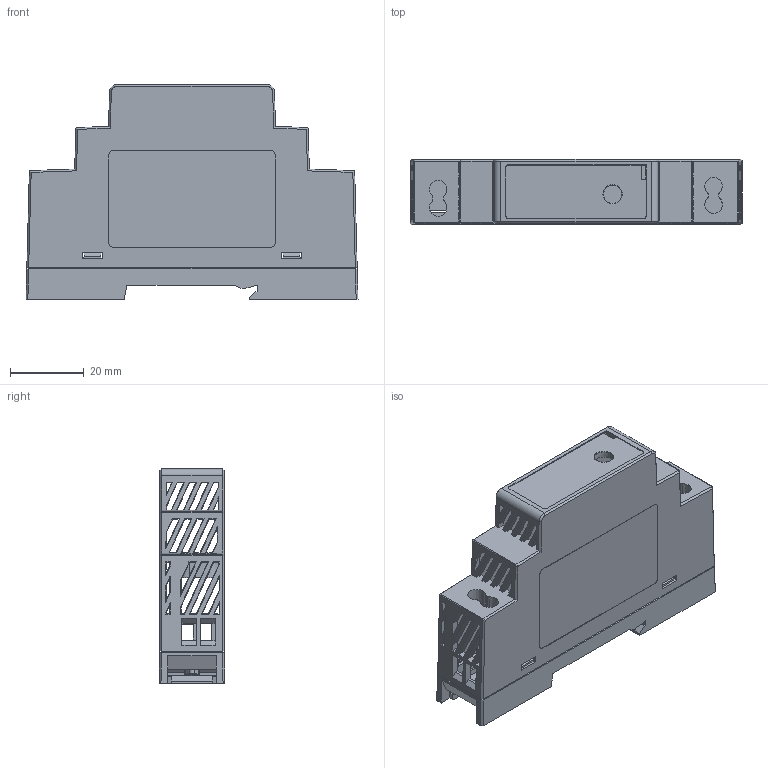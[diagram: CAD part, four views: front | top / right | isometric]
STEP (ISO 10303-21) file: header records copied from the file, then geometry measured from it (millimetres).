
FILE_DESCRIPTION((''),'2;1');
FILE_NAME('YSD15S_ASM','2024-02-21T',('Administrator'),(''),'PRO/ENGINEER BY PARAMETRIC TECHNOLOGY CORPORATION, 2010280','PRO/ENGINEER BY PARAMETRIC TECHNOLOGY CORPORATION, 2010280','');
FILE_SCHEMA(('CONFIG_CONTROL_DESIGN','SHAPE_APPEARANCE_LAYERS_GROUPS'));
Length unit declared in the file: millimetre
Products named in the file (3): YSD15S-A; YSD15S-B; YSD15S_ASM
Assembly tree (2 placements, depth 2):
  YSD15S_ASM
    YSD15S-A
    YSD15S-B
Bounding box: 90.32 x 17.9 x 58.45 mm (x, y, z)
Volume: 18636.4 mm3; surface area: 27655 mm2
Topology: 2 solids, 2 shells, 571 faces, 1709 edges, 1114 vertices
Faces by surface type: plane 478, cylinder 59, cone 24, torus 10
Entity records: 27445 total; most frequent: CARTESIAN_POINT 4139, ORIENTED_EDGE 3418, DIRECTION 2780, PRESENTATION_STYLE_ASSIGNMENT 2088, STYLED_ITEM 1711, CURVE_STYLE 1709, EDGE_CURVE 1709, VECTOR 1472
